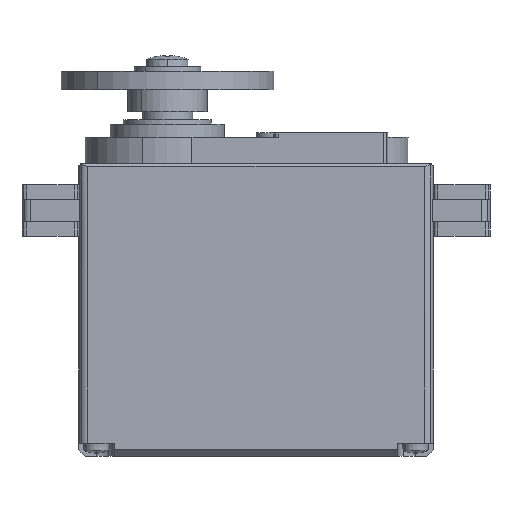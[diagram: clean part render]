
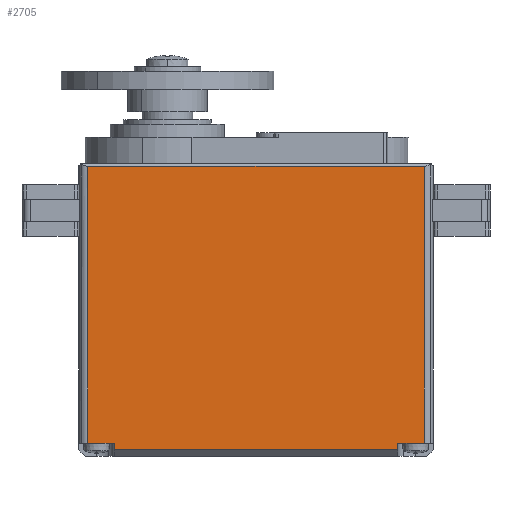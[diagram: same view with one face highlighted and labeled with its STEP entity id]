
A CAD part, front view. The second image highlights one B-rep face of the part: STEP entity #2705.
In plain terms, the highlighted planar face has unit normal (0, -1, 0).
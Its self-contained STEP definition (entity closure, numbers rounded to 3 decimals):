
#1359=CARTESIAN_POINT('',(-19.0,-10.0,1.5));
#1360=VERTEX_POINT('',#1359);
#1368=CARTESIAN_POINT('',(-19.0,-10.0,32.75));
#1369=VERTEX_POINT('',#1368);
#1370=CARTESIAN_POINT('',(-19.0,-10.0,1.5));
#1371=DIRECTION('',(0.0,0.0,1.0));
#1372=VECTOR('',#1371,31.25);
#1373=LINE('',#1370,#1372);
#1374=EDGE_CURVE('',#1360,#1369,#1373,.T.);
#2594=CARTESIAN_POINT('',(-16.0,-10.0,0.75));
#2595=VERTEX_POINT('',#2594);
#2612=CARTESIAN_POINT('',(16.0,-10.0,0.75));
#2613=VERTEX_POINT('',#2612);
#2620=CARTESIAN_POINT('',(16.0,-10.0,0.75));
#2621=DIRECTION('',(-1.0,0.0,0.0));
#2622=VECTOR('',#2621,32.0);
#2623=LINE('',#2620,#2622);
#2624=EDGE_CURVE('',#2613,#2595,#2623,.T.);
#2635=CARTESIAN_POINT('',(-16.0,-10.0,1.5));
#2636=VERTEX_POINT('',#2635);
#2637=CARTESIAN_POINT('',(-16.0,-10.0,1.5));
#2638=DIRECTION('',(0.0,0.0,-1.0));
#2639=VECTOR('',#2638,0.75);
#2640=LINE('',#2637,#2639);
#2641=EDGE_CURVE('',#2636,#2595,#2640,.T.);
#2659=CARTESIAN_POINT('',(20.0,-10.0,0.0));
#2660=DIRECTION('',(0.0,-1.0,0.0));
#2661=DIRECTION('',(0.0,0.0,-1.0));
#2662=AXIS2_PLACEMENT_3D('',#2659,#2660,#2661);
#2663=PLANE('',#2662);
#2664=ORIENTED_EDGE('',*,*,#2624,.F.);
#2665=CARTESIAN_POINT('',(16.0,-10.0,1.5));
#2666=VERTEX_POINT('',#2665);
#2667=CARTESIAN_POINT('',(16.0,-10.0,0.75));
#2668=DIRECTION('',(0.0,0.0,1.0));
#2669=VECTOR('',#2668,0.75);
#2670=LINE('',#2667,#2669);
#2671=EDGE_CURVE('',#2613,#2666,#2670,.T.);
#2672=ORIENTED_EDGE('',*,*,#2671,.T.);
#2673=CARTESIAN_POINT('',(19.0,-10.0,1.5));
#2674=VERTEX_POINT('',#2673);
#2675=CARTESIAN_POINT('',(16.0,-10.0,1.5));
#2676=DIRECTION('',(1.0,0.0,0.0));
#2677=VECTOR('',#2676,3.0);
#2678=LINE('',#2675,#2677);
#2679=EDGE_CURVE('',#2666,#2674,#2678,.T.);
#2680=ORIENTED_EDGE('',*,*,#2679,.T.);
#2681=CARTESIAN_POINT('',(19.0,-10.0,32.75));
#2682=VERTEX_POINT('',#2681);
#2683=CARTESIAN_POINT('',(19.0,-10.0,32.75));
#2684=DIRECTION('',(0.0,0.0,-1.0));
#2685=VECTOR('',#2684,31.25);
#2686=LINE('',#2683,#2685);
#2687=EDGE_CURVE('',#2682,#2674,#2686,.T.);
#2688=ORIENTED_EDGE('',*,*,#2687,.F.);
#2689=CARTESIAN_POINT('',(-19.0,-10.0,32.75));
#2690=DIRECTION('',(1.0,0.0,0.0));
#2691=VECTOR('',#2690,38.0);
#2692=LINE('',#2689,#2691);
#2693=EDGE_CURVE('',#1369,#2682,#2692,.T.);
#2694=ORIENTED_EDGE('',*,*,#2693,.F.);
#2695=ORIENTED_EDGE('',*,*,#1374,.F.);
#2696=CARTESIAN_POINT('',(-19.0,-10.0,1.5));
#2697=DIRECTION('',(1.0,0.0,0.0));
#2698=VECTOR('',#2697,3.0);
#2699=LINE('',#2696,#2698);
#2700=EDGE_CURVE('',#1360,#2636,#2699,.T.);
#2701=ORIENTED_EDGE('',*,*,#2700,.T.);
#2702=ORIENTED_EDGE('',*,*,#2641,.T.);
#2703=EDGE_LOOP('',(#2664,#2672,#2680,#2688,#2694,#2695,#2701,#2702));
#2704=FACE_OUTER_BOUND('',#2703,.T.);
#2705=ADVANCED_FACE('',(#2704),#2663,.T.);
